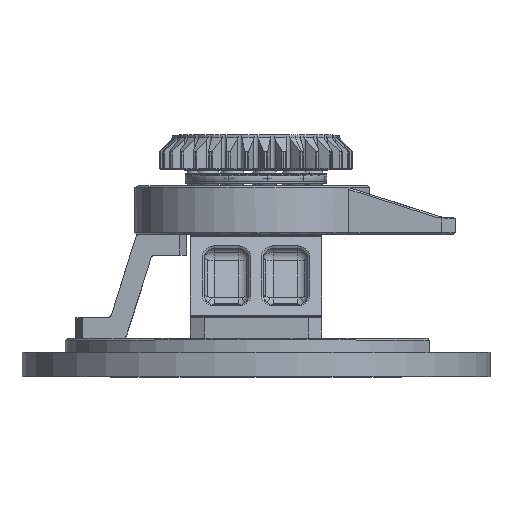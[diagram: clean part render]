
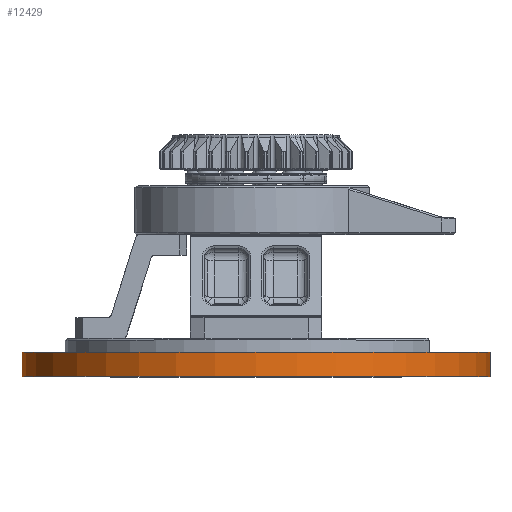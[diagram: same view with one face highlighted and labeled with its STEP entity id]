
A CAD part, top view. The second image highlights one B-rep face of the part: STEP entity #12429.
In plain terms, the highlighted cylindrical face has radius 67.5 mm (diameter 135 mm), a partial arc.
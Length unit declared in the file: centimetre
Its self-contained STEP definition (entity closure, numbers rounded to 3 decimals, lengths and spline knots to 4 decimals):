
#1604 = EDGE_CURVE ( 'NONE', #15467, #30187, #16784, .T. ) ;
#2156 = DIRECTION ( 'NONE',  ( -1., 0., 0. ) ) ;
#2559 = DIRECTION ( 'NONE',  ( -1., 0., 0. ) ) ;
#4390 = CYLINDRICAL_SURFACE ( 'NONE', #22282, 6.75 ) ;
#5203 = ORIENTED_EDGE ( 'NONE', *, *, #1604, .F. ) ;
#6843 = CARTESIAN_POINT ( 'NONE',  ( 5.6413, -3.367, 2.5505 ) ) ;
#7475 = LINE ( 'NONE', #37619, #30778 ) ;
#7902 = DIRECTION ( 'NONE',  ( 0., 1., 0. ) ) ;
#7915 = CARTESIAN_POINT ( 'NONE',  ( -7.8587, -3.367, 2.5505 ) ) ;
#8048 = FACE_OUTER_BOUND ( 'NONE', #41381, .T. ) ;
#8272 = CARTESIAN_POINT ( 'NONE',  ( -7.8587, -2.667, 2.5505 ) ) ;
#9729 = CARTESIAN_POINT ( 'NONE',  ( -1.1087, -3.367, 2.5505 ) ) ;
#11525 = CARTESIAN_POINT ( 'NONE',  ( -1.1087, -3.367, 2.5505 ) ) ;
#12429 = ADVANCED_FACE ( 'NONE', ( #8048 ), #4390, .T. ) ;
#13138 = LINE ( 'NONE', #6843, #16444 ) ;
#13756 = EDGE_CURVE ( 'NONE', #42915, #15467, #7475, .T. ) ;
#15350 = AXIS2_PLACEMENT_3D ( 'NONE', #9729, #32296, #2559 ) ;
#15467 = VERTEX_POINT ( 'NONE', #8272 ) ;
#16038 = CIRCLE ( 'NONE', #15350, 6.75 ) ;
#16444 = VECTOR ( 'NONE', #36563, 100. ) ;
#16784 = CIRCLE ( 'NONE', #34797, 6.75 ) ;
#18204 = CARTESIAN_POINT ( 'NONE',  ( 5.6413, -2.667, 2.5505 ) ) ;
#19947 = VERTEX_POINT ( 'NONE', #38423 ) ;
#21984 = EDGE_CURVE ( 'NONE', #19947, #30187, #13138, .T. ) ;
#22282 = AXIS2_PLACEMENT_3D ( 'NONE', #11525, #31266, #37328 ) ;
#25611 = DIRECTION ( 'NONE',  ( 0., 1., 0. ) ) ;
#26441 = EDGE_CURVE ( 'NONE', #42915, #19947, #16038, .T. ) ;
#27167 = ORIENTED_EDGE ( 'NONE', *, *, #21984, .T. ) ;
#29133 = ORIENTED_EDGE ( 'NONE', *, *, #26441, .T. ) ;
#30187 = VERTEX_POINT ( 'NONE', #18204 ) ;
#30778 = VECTOR ( 'NONE', #7902, 100. ) ;
#31266 = DIRECTION ( 'NONE',  ( 0., 1., 0. ) ) ;
#31898 = CARTESIAN_POINT ( 'NONE',  ( -1.1087, -2.667, 2.5505 ) ) ;
#32296 = DIRECTION ( 'NONE',  ( 0., 1., 0. ) ) ;
#33224 = ORIENTED_EDGE ( 'NONE', *, *, #13756, .F. ) ;
#34797 = AXIS2_PLACEMENT_3D ( 'NONE', #31898, #25611, #2156 ) ;
#36563 = DIRECTION ( 'NONE',  ( 0., 1., 0. ) ) ;
#37328 = DIRECTION ( 'NONE',  ( 1., 0., 0. ) ) ;
#37619 = CARTESIAN_POINT ( 'NONE',  ( -7.8587, -3.367, 2.5505 ) ) ;
#38423 = CARTESIAN_POINT ( 'NONE',  ( 5.6413, -3.367, 2.5505 ) ) ;
#41381 = EDGE_LOOP ( 'NONE', ( #33224, #29133, #27167, #5203 ) ) ;
#42915 = VERTEX_POINT ( 'NONE', #7915 ) ;
